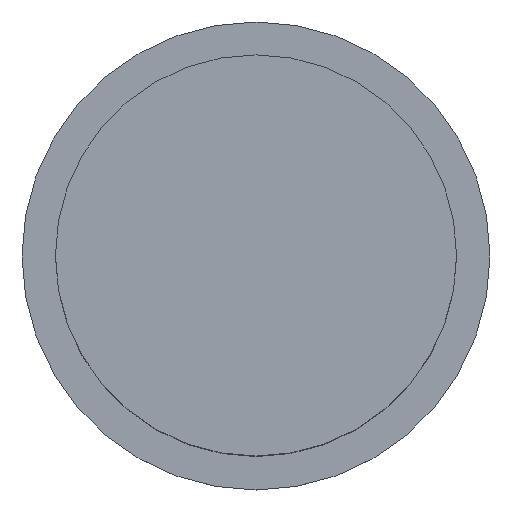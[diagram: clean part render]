
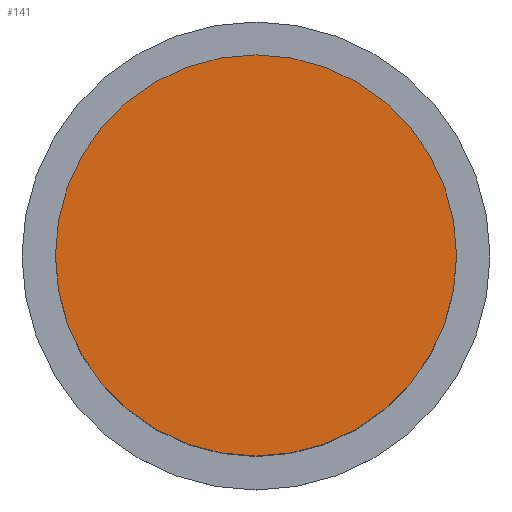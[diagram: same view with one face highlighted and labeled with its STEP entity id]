
A CAD part, top view. The second image highlights one B-rep face of the part: STEP entity #141.
In plain terms, the highlighted face is planar.
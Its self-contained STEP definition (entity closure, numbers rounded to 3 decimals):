
#99=FACE_OUTER_BOUND('',#215,.T.);
#115=PLANE('',#481);
#141=ADVANCED_FACE('',(#99),#115,.F.);
#215=EDGE_LOOP('',(#325));
#325=ORIENTED_EDGE('',*,*,#400,.T.);
#359=VERTEX_POINT('',#711);
#400=EDGE_CURVE('',#359,#359,#427,.T.);
#427=CIRCLE('',#480,45.);
#480=AXIS2_PLACEMENT_3D('',#710,#603,#604);
#481=AXIS2_PLACEMENT_3D('',#712,#605,#606);
#603=DIRECTION('',(0.,0.,-1.));
#604=DIRECTION('',(-1.,0.,0.));
#605=DIRECTION('',(0.,0.,1.));
#606=DIRECTION('',(1.,0.,0.));
#710=CARTESIAN_POINT('',(0.,0.,0.));
#711=CARTESIAN_POINT('',(-45.,0.,0.));
#712=CARTESIAN_POINT('',(0.,-45.,0.));
